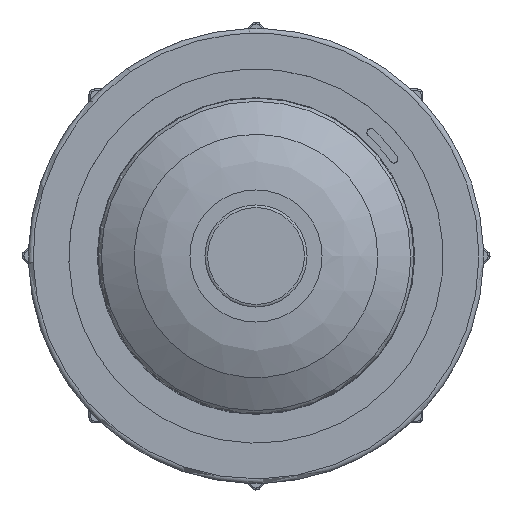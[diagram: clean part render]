
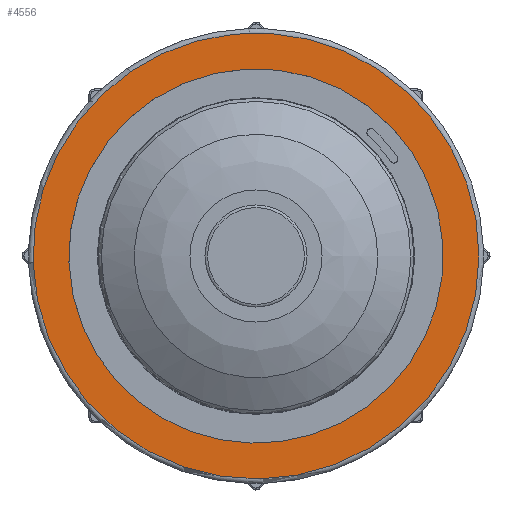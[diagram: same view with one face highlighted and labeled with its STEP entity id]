
A CAD part, front view. The second image highlights one B-rep face of the part: STEP entity #4556.
In plain terms, the highlighted planar face has unit normal (0, -1, 0).
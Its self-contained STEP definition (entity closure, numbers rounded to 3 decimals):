
#139=LINE('',#6530,#319);
#143=LINE('',#6767,#323);
#319=VECTOR('',#5353,0.003);
#323=VECTOR('',#5427,0.003);
#501=FACE_BOUND('',#1243,.T.);
#861=PLANE('',#4880);
#951=FACE_OUTER_BOUND('',#1242,.T.);
#1242=EDGE_LOOP('',(#3208));
#1243=EDGE_LOOP('',(#3209,#3210,#3211,#3212));
#1530=CIRCLE('',#4845,28.616);
#1554=CIRCLE('',#4881,34.09);
#1555=CIRCLE('',#4882,28.619);
#2018=VERTEX_POINT('',#6520);
#2020=VERTEX_POINT('',#6523);
#2022=VERTEX_POINT('',#6529);
#2054=VERTEX_POINT('',#6763);
#2055=VERTEX_POINT('',#6765);
#2446=EDGE_CURVE('',#2020,#2018,#1530,.T.);
#2449=EDGE_CURVE('',#2022,#2018,#139,.T.);
#2493=EDGE_CURVE('',#2054,#2054,#1554,.T.);
#2494=EDGE_CURVE('',#2055,#2022,#1555,.T.);
#2495=EDGE_CURVE('',#2020,#2055,#143,.T.);
#3208=ORIENTED_EDGE('',*,*,#2493,.F.);
#3209=ORIENTED_EDGE('',*,*,#2449,.F.);
#3210=ORIENTED_EDGE('',*,*,#2494,.F.);
#3211=ORIENTED_EDGE('',*,*,#2495,.F.);
#3212=ORIENTED_EDGE('',*,*,#2446,.T.);
#4556=ADVANCED_FACE('',(#951,#501),#861,.T.);
#4845=AXIS2_PLACEMENT_3D('',#6524,#5346,#5347);
#4880=AXIS2_PLACEMENT_3D('',#6762,#5421,#5422);
#4881=AXIS2_PLACEMENT_3D('',#6764,#5423,#5424);
#4882=AXIS2_PLACEMENT_3D('',#6766,#5425,#5426);
#5346=DIRECTION('center_axis',(0.,1.,0.));
#5347=DIRECTION('ref_axis',(1.,0.,0.));
#5353=DIRECTION('',(0.848,0.,0.53));
#5421=DIRECTION('center_axis',(0.,-1.,0.));
#5422=DIRECTION('ref_axis',(-1.,0.,0.));
#5423=DIRECTION('center_axis',(0.,1.,0.));
#5424=DIRECTION('ref_axis',(0.,0.,
1.));
#5425=DIRECTION('center_axis',(0.,-1.,0.));
#5426=DIRECTION('ref_axis',(-1.,0.,0.));
#5427=DIRECTION('',(0.966,0.,-0.259));
#6520=CARTESIAN_POINT('',(-24.31,11.4,-15.095));
#6523=CARTESIAN_POINT('',(27.502,11.4,-7.906));
#6524=CARTESIAN_POINT('Origin',(0.,11.4,0.));
#6529=CARTESIAN_POINT('',(-24.313,11.4,-15.097));
#6530=CARTESIAN_POINT('',(-4.613,11.4,-2.787));
#6762=CARTESIAN_POINT('Origin',(0.,11.4,
-33.425));
#6763=CARTESIAN_POINT('',(34.09,11.4,0.));
#6764=CARTESIAN_POINT('Origin',(0.,11.4,
0.));
#6765=CARTESIAN_POINT('',(27.505,11.4,-7.907));
#6766=CARTESIAN_POINT('Origin',(0.,11.4,
0.));
#6767=CARTESIAN_POINT('',(10.866,11.4,-3.448));
